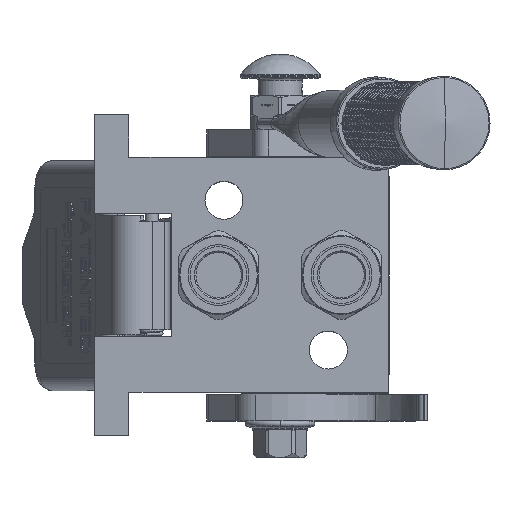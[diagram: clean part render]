
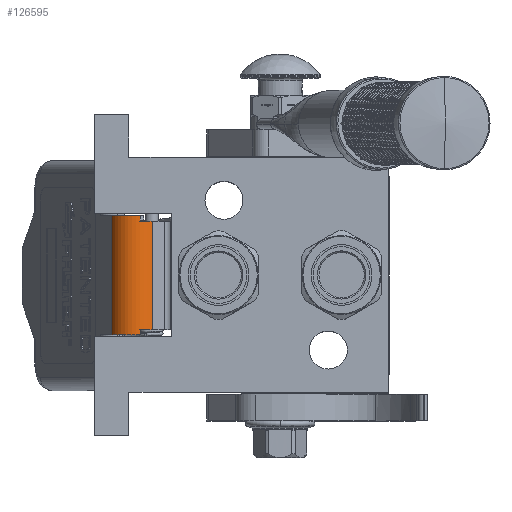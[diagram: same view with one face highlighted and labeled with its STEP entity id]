
A CAD part, top view. The second image highlights one B-rep face of the part: STEP entity #126595.
In plain terms, the highlighted cylindrical face has radius 9.5 mm (diameter 19 mm), a partial arc.
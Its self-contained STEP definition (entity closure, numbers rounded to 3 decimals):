
#1100 = VERTEX_POINT ( 'NONE', #129530 ) ;
#6088 = DIRECTION ( 'NONE',  ( 1., 0., 0. ) ) ;
#7188 = DIRECTION ( 'NONE',  ( 1., 0., 0. ) ) ;
#7241 = CYLINDRICAL_SURFACE ( 'NONE', #95271, 9.5 ) ;
#8208 = CARTESIAN_POINT ( 'NONE',  ( -22.25, -1.5, -47.5 ) ) ;
#11344 = DIRECTION ( 'NONE',  ( -1., 0., 0. ) ) ;
#15125 = DIRECTION ( 'NONE',  ( 1., 0., 0. ) ) ;
#17696 = ORIENTED_EDGE ( 'NONE', *, *, #133689, .F. ) ;
#19895 = VERTEX_POINT ( 'NONE', #23064 ) ;
#20781 = CARTESIAN_POINT ( 'NONE',  ( -20.25, -1.5, -47.5 ) ) ;
#23064 = CARTESIAN_POINT ( 'NONE',  ( 20.25, 0., -56.881 ) ) ;
#24353 = EDGE_LOOP ( 'NONE', ( #156349, #180972, #17696, #41539, #114997, #167157, #79547, #77584 ) ) ;
#26058 = LINE ( 'NONE', #168911, #149201 ) ;
#26315 = VERTEX_POINT ( 'NONE', #111159 ) ;
#27032 = AXIS2_PLACEMENT_3D ( 'NONE', #35940, #7188, #64680 ) ;
#29514 = VERTEX_POINT ( 'NONE', #137557 ) ;
#33119 = CARTESIAN_POINT ( 'NONE',  ( -20.25, -5.154, -56.269 ) ) ;
#34990 = DIRECTION ( 'NONE',  ( 1., 0., 0. ) ) ;
#35940 = CARTESIAN_POINT ( 'NONE',  ( 22.25, -1.5, -47.5 ) ) ;
#41539 = ORIENTED_EDGE ( 'NONE', *, *, #77070, .T. ) ;
#42012 = DIRECTION ( 'NONE',  ( 1., 0., 0. ) ) ;
#43793 = VECTOR ( 'NONE', #135882, 1000. ) ;
#45934 = VECTOR ( 'NONE', #42012, 1000. ) ;
#56493 = VERTEX_POINT ( 'NONE', #58455 ) ;
#58455 = CARTESIAN_POINT ( 'NONE',  ( -22.25, 8., -47.5 ) ) ;
#59694 = AXIS2_PLACEMENT_3D ( 'NONE', #113968, #15125, #128369 ) ;
#60803 = EDGE_CURVE ( 'NONE', #65448, #26315, #141124, .T. ) ;
#61710 = CARTESIAN_POINT ( 'NONE',  ( -20.25, -5.154, -56.269 ) ) ;
#64680 = DIRECTION ( 'NONE',  ( 0., 0.158, -0.987 ) ) ;
#65448 = VERTEX_POINT ( 'NONE', #76131 ) ;
#76131 = CARTESIAN_POINT ( 'NONE',  ( 22.25, 0., -56.881 ) ) ;
#77070 = EDGE_CURVE ( 'NONE', #115450, #56493, #170709, .T. ) ;
#77584 = ORIENTED_EDGE ( 'NONE', *, *, #163595, .F. ) ;
#79547 = ORIENTED_EDGE ( 'NONE', *, *, #132861, .F. ) ;
#95271 = AXIS2_PLACEMENT_3D ( 'NONE', #8208, #11344, #184008 ) ;
#103318 = VECTOR ( 'NONE', #6088, 1000. ) ;
#111159 = CARTESIAN_POINT ( 'NONE',  ( 22.25, 8., -47.5 ) ) ;
#113968 = CARTESIAN_POINT ( 'NONE',  ( -22.25, -1.5, -47.5 ) ) ;
#114997 = ORIENTED_EDGE ( 'NONE', *, *, #133870, .T. ) ;
#115450 = VERTEX_POINT ( 'NONE', #172540 ) ;
#117414 = EDGE_CURVE ( 'NONE', #163771, #1100, #179493, .T. ) ;
#123048 = EDGE_CURVE ( 'NONE', #163771, #29514, #135666, .T. ) ;
#126595 = ADVANCED_FACE ( 'NONE', ( #157253 ), #7241, .T. ) ;
#128369 = DIRECTION ( 'NONE',  ( 0., 0.158, -0.987 ) ) ;
#129530 = CARTESIAN_POINT ( 'NONE',  ( 20.25, -5.154, -56.269 ) ) ;
#132861 = EDGE_CURVE ( 'NONE', #19895, #65448, #26058, .T. ) ;
#133689 = EDGE_CURVE ( 'NONE', #115450, #29514, #151380, .T. ) ;
#133870 = EDGE_CURVE ( 'NONE', #56493, #26315, #171405, .T. ) ;
#135666 = CIRCLE ( 'NONE', #184908, 9.5 ) ;
#135882 = DIRECTION ( 'NONE',  ( 1., 0., 0. ) ) ;
#136458 = DIRECTION ( 'NONE',  ( 1., 0., 0. ) ) ;
#137557 = CARTESIAN_POINT ( 'NONE',  ( -20.25, 0., -56.881 ) ) ;
#140661 = DIRECTION ( 'NONE',  ( 1., 0., 0. ) ) ;
#141124 = CIRCLE ( 'NONE', #27032, 9.5 ) ;
#147675 = DIRECTION ( 'NONE',  ( 0., -0.385, -0.923 ) ) ;
#149201 = VECTOR ( 'NONE', #140661, 1000. ) ;
#149370 = AXIS2_PLACEMENT_3D ( 'NONE', #175870, #34990, #147675 ) ;
#150256 = DIRECTION ( 'NONE',  ( 0., -0.385, -0.923 ) ) ;
#151380 = LINE ( 'NONE', #177288, #43793 ) ;
#152950 = CIRCLE ( 'NONE', #149370, 9.5 ) ;
#156349 = ORIENTED_EDGE ( 'NONE', *, *, #117414, .F. ) ;
#157253 = FACE_OUTER_BOUND ( 'NONE', #24353, .T. ) ;
#163595 = EDGE_CURVE ( 'NONE', #1100, #19895, #152950, .T. ) ;
#163771 = VERTEX_POINT ( 'NONE', #33119 ) ;
#167157 = ORIENTED_EDGE ( 'NONE', *, *, #60803, .F. ) ;
#168911 = CARTESIAN_POINT ( 'NONE',  ( 20.25, 0., -56.881 ) ) ;
#170709 = CIRCLE ( 'NONE', #59694, 9.5 ) ;
#171405 = LINE ( 'NONE', #173462, #45934 ) ;
#172540 = CARTESIAN_POINT ( 'NONE',  ( -22.25, 0., -56.881 ) ) ;
#173462 = CARTESIAN_POINT ( 'NONE',  ( -22.25, 8., -47.5 ) ) ;
#175870 = CARTESIAN_POINT ( 'NONE',  ( 20.25, -1.5, -47.5 ) ) ;
#177288 = CARTESIAN_POINT ( 'NONE',  ( -22.25, 0., -56.881 ) ) ;
#179493 = LINE ( 'NONE', #61710, #103318 ) ;
#180972 = ORIENTED_EDGE ( 'NONE', *, *, #123048, .T. ) ;
#184008 = DIRECTION ( 'NONE',  ( 0., -1., 0. ) ) ;
#184908 = AXIS2_PLACEMENT_3D ( 'NONE', #20781, #136458, #150256 ) ;
